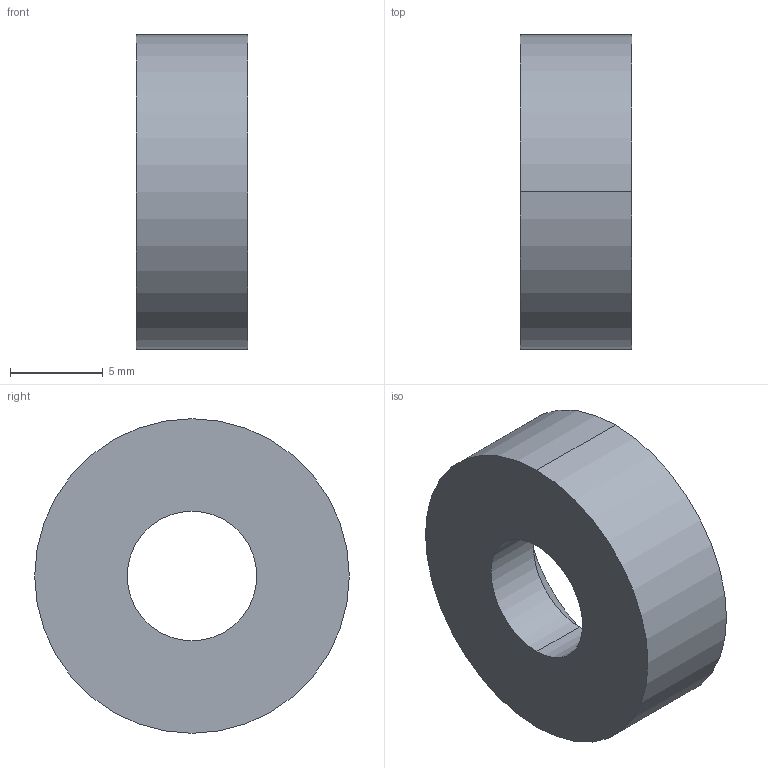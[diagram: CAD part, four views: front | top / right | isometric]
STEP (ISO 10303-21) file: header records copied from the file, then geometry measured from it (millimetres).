
FILE_DESCRIPTION (( 'STEP AP214' ), '1' );
FILE_NAME ('10_AsientoDeBola.STEP', '2020-08-07T19:57:35', ( '' ), ( '' ), 'SwSTEP 2.0', 'SolidWorks 2020', '' );
FILE_SCHEMA (( 'AUTOMOTIVE_DESIGN' ));
Length unit declared in the file: millimetre
Products named in the file (1): 10_AsientoDeBola
Bounding box: 6 x 17 x 17 mm (x, y, z)
Volume: 969.2 mm3; surface area: 805.7 mm2
Topology: 1 solids, 1 shells, 7 faces, 15 edges, 10 vertices
Faces by surface type: cylinder 4, plane 2, sphere 1
Entity records: 232 total; most frequent: DIRECTION 40, CARTESIAN_POINT 32, ORIENTED_EDGE 28, AXIS2_PLACEMENT_3D 18, EDGE_CURVE 14, VERTEX_POINT 10, EDGE_LOOP 10, CIRCLE 10
